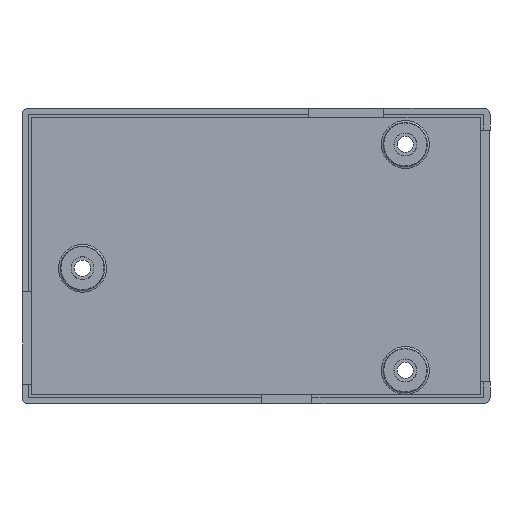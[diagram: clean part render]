
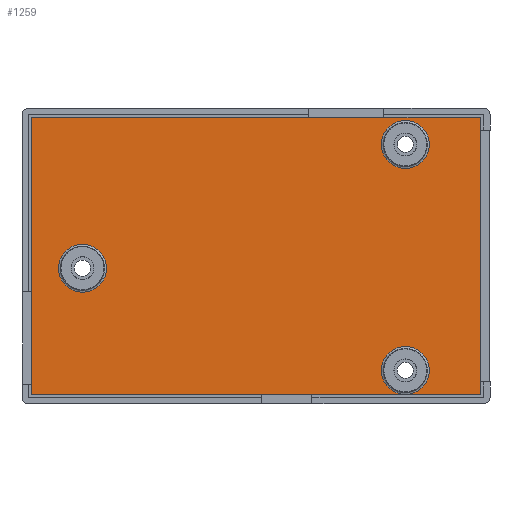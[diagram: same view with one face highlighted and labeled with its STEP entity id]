
A CAD part, top view. The second image highlights one B-rep face of the part: STEP entity #1259.
In plain terms, the highlighted planar face has unit normal (0, 0, 1).
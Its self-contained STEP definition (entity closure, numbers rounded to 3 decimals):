
#36=FACE_BOUND('',#241,.T.);
#37=FACE_BOUND('',#242,.T.);
#38=FACE_BOUND('',#243,.T.);
#75=CIRCLE('',#1364,4.457);
#77=CIRCLE('',#1368,4.457);
#78=CIRCLE('',#1369,4.457);
#160=FACE_OUTER_BOUND('',#240,.T.);
#240=EDGE_LOOP('',(#1092,#1093,#1094,#1095));
#241=EDGE_LOOP('',(#1096));
#242=EDGE_LOOP('',(#1097));
#243=EDGE_LOOP('',(#1098));
#282=LINE('',#1804,#410);
#309=LINE('',#1858,#437);
#352=LINE('',#1953,#480);
#366=LINE('',#1982,#494);
#410=VECTOR('',#1424,10.);
#437=VECTOR('',#1467,10.);
#480=VECTOR('',#1550,10.);
#494=VECTOR('',#1576,10.);
#535=VERTEX_POINT('',#1801);
#536=VERTEX_POINT('',#1803);
#555=VERTEX_POINT('',#1856);
#587=VERTEX_POINT('',#1951);
#619=VERTEX_POINT('',#2071);
#621=VERTEX_POINT('',#2079);
#622=VERTEX_POINT('',#2081);
#649=EDGE_CURVE('',#536,#535,#282,.T.);
#677=EDGE_CURVE('',#535,#555,#309,.T.);
#724=EDGE_CURVE('',#555,#587,#352,.T.);
#739=EDGE_CURVE('',#587,#536,#366,.T.);
#783=EDGE_CURVE('',#619,#619,#75,.T.);
#786=EDGE_CURVE('',#621,#621,#77,.T.);
#787=EDGE_CURVE('',#622,#622,#78,.T.);
#1092=ORIENTED_EDGE('',*,*,#724,.T.);
#1093=ORIENTED_EDGE('',*,*,#739,.T.);
#1094=ORIENTED_EDGE('',*,*,#649,.T.);
#1095=ORIENTED_EDGE('',*,*,#677,.T.);
#1096=ORIENTED_EDGE('',*,*,#786,.F.);
#1097=ORIENTED_EDGE('',*,*,#787,.F.);
#1098=ORIENTED_EDGE('',*,*,#783,.F.);
#1192=PLANE('',#1367);
#1259=ADVANCED_FACE('',(#160,#36,#37,#38),#1192,.F.);
#1364=AXIS2_PLACEMENT_3D('',#2073,#1692,#1693);
#1367=AXIS2_PLACEMENT_3D('',#2078,#1699,#1700);
#1368=AXIS2_PLACEMENT_3D('',#2080,#1701,#1702);
#1369=AXIS2_PLACEMENT_3D('',#2082,#1703,#1704);
#1424=DIRECTION('',(-1.,0.,0.));
#1467=DIRECTION('',(0.,-1.,0.));
#1550=DIRECTION('',(1.,0.,0.));
#1576=DIRECTION('',(0.,1.,0.));
#1692=DIRECTION('center_axis',(0.,0.,1.));
#1693=DIRECTION('ref_axis',(-1.,0.,0.));
#1699=DIRECTION('center_axis',(0.,0.,-1.));
#1700=DIRECTION('ref_axis',(-1.,0.,0.));
#1701=DIRECTION('center_axis',(0.,0.,1.));
#1702=DIRECTION('ref_axis',(-1.,0.,0.));
#1703=DIRECTION('center_axis',(0.,0.,1.));
#1704=DIRECTION('ref_axis',(-1.,0.,0.));
#1801=CARTESIAN_POINT('',(-41.75,25.75,3.));
#1803=CARTESIAN_POINT('',(41.75,25.75,3.));
#1804=CARTESIAN_POINT('',(-39.25,25.75,3.));
#1856=CARTESIAN_POINT('',(-41.75,-25.75,3.));
#1858=CARTESIAN_POINT('',(-41.75,24.75,3.));
#1951=CARTESIAN_POINT('',(41.75,-25.75,3.));
#1953=CARTESIAN_POINT('',(20.75,-25.75,3.));
#1982=CARTESIAN_POINT('',(41.75,-25.25,3.));
#2071=CARTESIAN_POINT('',(-27.793,-2.25,3.));
#2073=CARTESIAN_POINT('Origin',(-32.25,-2.25,3.));
#2078=CARTESIAN_POINT('Origin',(0.75,-0.25,3.));
#2079=CARTESIAN_POINT('',(32.207,-21.25,3.));
#2080=CARTESIAN_POINT('Origin',(27.75,-21.25,3.));
#2081=CARTESIAN_POINT('',(32.207,20.75,3.));
#2082=CARTESIAN_POINT('Origin',(27.75,20.75,3.));
